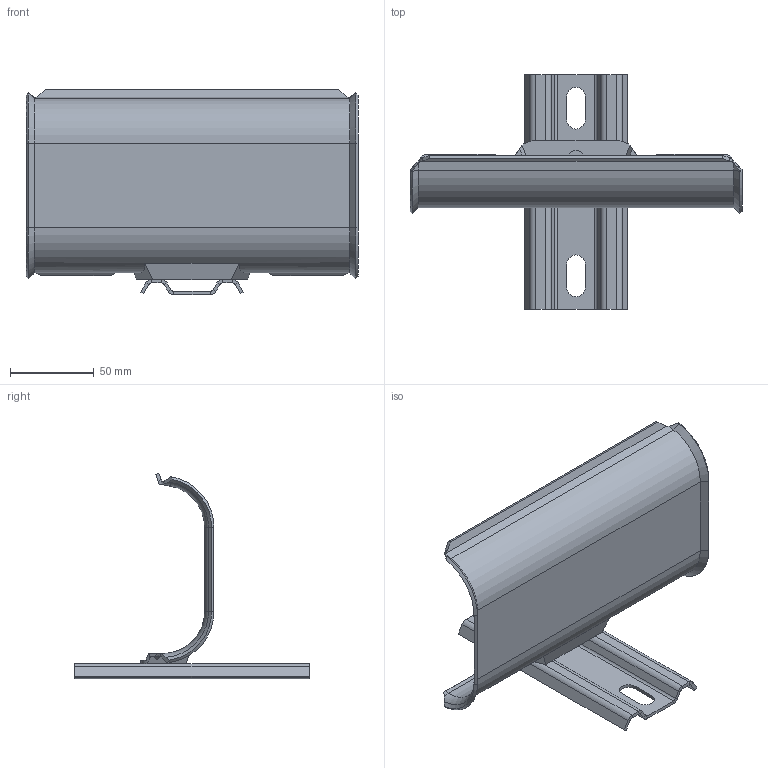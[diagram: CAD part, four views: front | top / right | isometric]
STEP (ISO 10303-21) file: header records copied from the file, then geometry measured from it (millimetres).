
FILE_DESCRIPTION((''),'2;1');
FILE_NAME('6006901_ASM','2014-10-30T',('AndreasKeweloh'),(''),'PRO/ENGINEER BY PARAMETRIC TECHNOLOGY CORPORATION, 2014000','PRO/ENGINEER BY PARAMETRIC TECHNOLOGY CORPORATION, 2014000','');
FILE_SCHEMA(('CONFIG_CONTROL_DESIGN'));
Length unit declared in the file: millimetre
Products named in the file (3): 046639_100; 068905_1-FACH; 6006901_ASM
Assembly tree (2 placements, depth 2):
  6006901_ASM
    046639_100
    068905_1-FACH
Bounding box: 198 x 140 x 122.46 mm (x, y, z)
Volume: 78067.1 mm3; surface area: 81015.8 mm2
Topology: 2 solids, 2 shells, 209 faces, 513 edges, 317 vertices
Faces by surface type: plane 123, cylinder 58, cone 12, bspline 8, torus 4, extrusion 4
Entity records: 6665 total; most frequent: CARTESIAN_POINT 1720, ORIENTED_EDGE 1026, DIRECTION 971, EDGE_CURVE 513, AXIS2_PLACEMENT_3D 324, VECTOR 323, LINE 319, VERTEX_POINT 317
